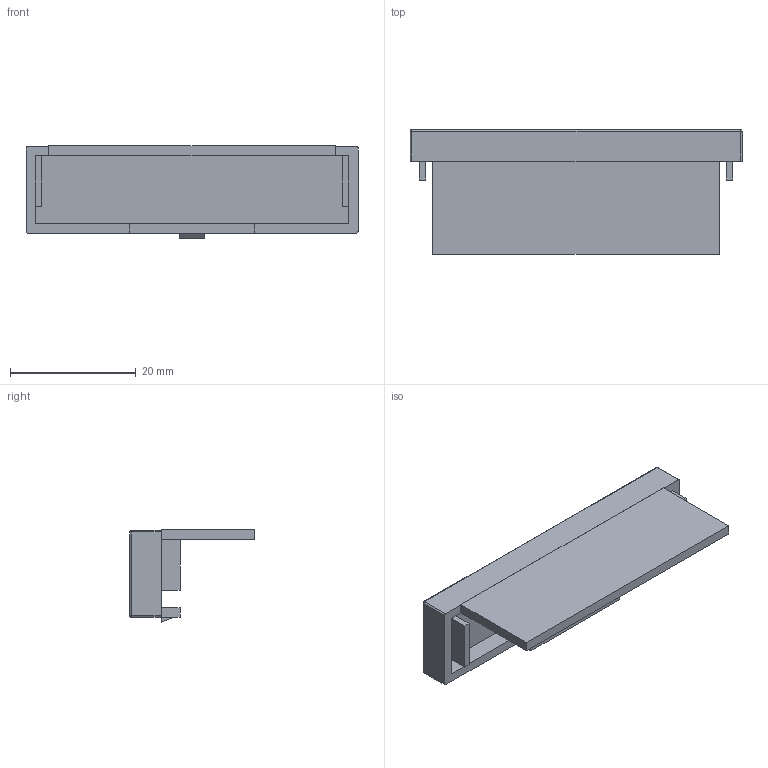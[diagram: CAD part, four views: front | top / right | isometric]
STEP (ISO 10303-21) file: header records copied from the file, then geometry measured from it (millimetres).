
FILE_DESCRIPTION (( 'STEP AP214' ), '1' );
FILE_NAME ('CamdenBoss - CNMB 6-2 (Terminal guards).STEP', '2014-10-13T12:50:02', ( 'Temp' ), ( '' ), 'SwSTEP 2.0', 'SolidWorks 2014', '' );
FILE_SCHEMA (( 'AUTOMOTIVE_DESIGN' ));
Length unit declared in the file: millimetre
Products named in the file (1): CamdenBoss - CNMB 6-2 (Terminal guards)
Bounding box: 52.8 x 19.8 x 14.7 mm (x, y, z)
Volume: 2936.6 mm3; surface area: 4216 mm2
Topology: 3 solids, 3 shells, 57 faces, 138 edges, 84 vertices
Faces by surface type: plane 44, cylinder 9, sphere 4
Entity records: 1650 total; most frequent: CARTESIAN_POINT 276, DIRECTION 268, ORIENTED_EDGE 268, EDGE_CURVE 134, LINE 116, VECTOR 116, VERTEX_POINT 84, AXIS2_PLACEMENT_3D 76
